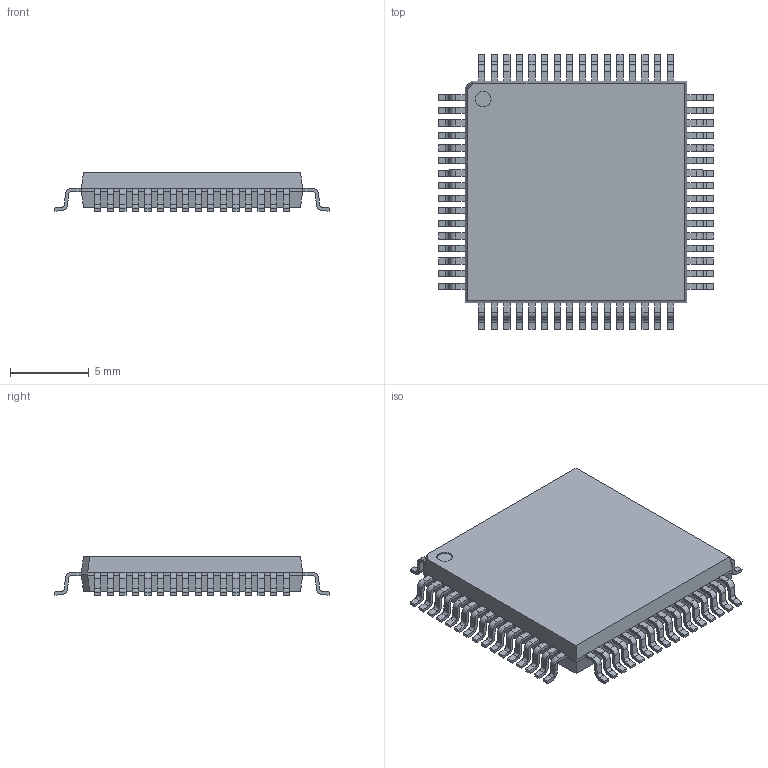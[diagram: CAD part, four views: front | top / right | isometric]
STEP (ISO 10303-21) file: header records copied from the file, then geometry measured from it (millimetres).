
FILE_DESCRIPTION((''),'2;1');
FILE_NAME('QFP80P1720X1720X245-64N.stp','2010-09-22T17:27:31',(''),(''),'Mechanical Desktop 2010','Mechanical Desktop 2010',', , ');
FILE_SCHEMA(('AUTOMOTIVE_DESIGN { 1 2 10303 214 1 1 1 1 }'));
Length unit declared in the file: millimetre
Products named in the file (1): Product
Bounding box: 17.5 x 17.5 x 2.45 mm (x, y, z)
Volume: 442.6 mm3; surface area: 715.4 mm2
Topology: 65 solids, 65 shells, 915 faces, 2349 edges, 1568 vertices
Faces by surface type: plane 651, cylinder 258, bspline 6
Entity records: 27664 total; most frequent: CARTESIAN_POINT 4848, ORIENTED_EDGE 4692, DIRECTION 4685, EDGE_CURVE 2346, VECTOR 1833, LINE 1833, VERTEX_POINT 1562, AXIS2_PLACEMENT_3D 1426
